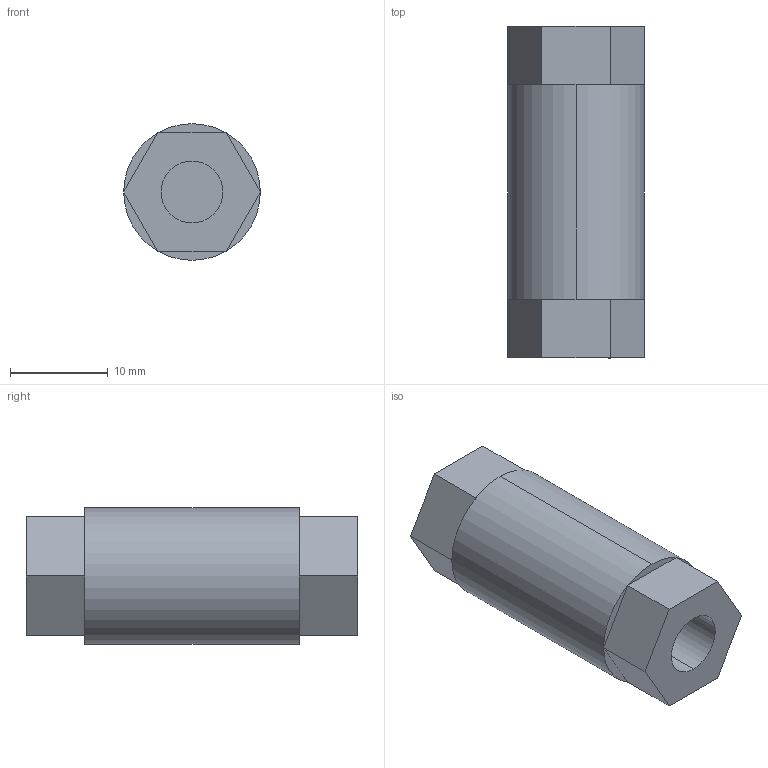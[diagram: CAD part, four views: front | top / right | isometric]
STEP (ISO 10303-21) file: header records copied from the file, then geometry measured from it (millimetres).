
FILE_DESCRIPTION (( 'STEP AP203' ), '1' );
FILE_NAME ('13-018392.step', '2022-01-07T14:39:48', ( '' ), ( '' ), 'SwSTEP 2.0', 'SolidWorks 2021', '' );
FILE_SCHEMA (( 'CONFIG_CONTROL_DESIGN' ));
Length unit declared in the file: millimetre
Products named in the file (1): 13-018392
Bounding box: 14 x 34 x 14 mm (x, y, z)
Volume: 4534.3 mm3; surface area: 2018.9 mm2
Topology: 1 solids, 1 shells, 34 faces, 66 edges, 36 vertices
Faces by surface type: plane 28, cylinder 6
Entity records: 919 total; most frequent: DIRECTION 160, CARTESIAN_POINT 137, ORIENTED_EDGE 132, EDGE_CURVE 66, AXIS2_PLACEMENT_3D 59, VECTOR 42, LINE 42, VERTEX_POINT 36
